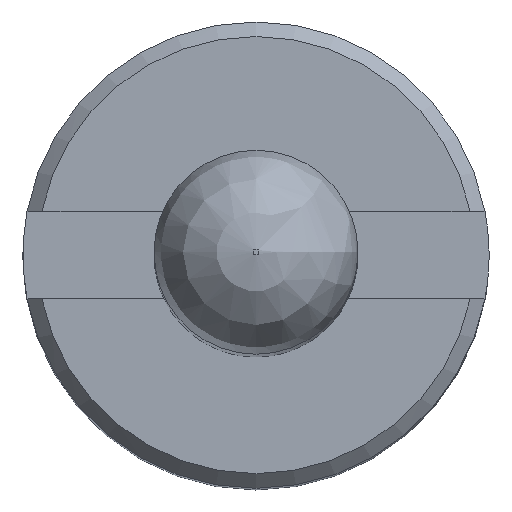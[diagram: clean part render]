
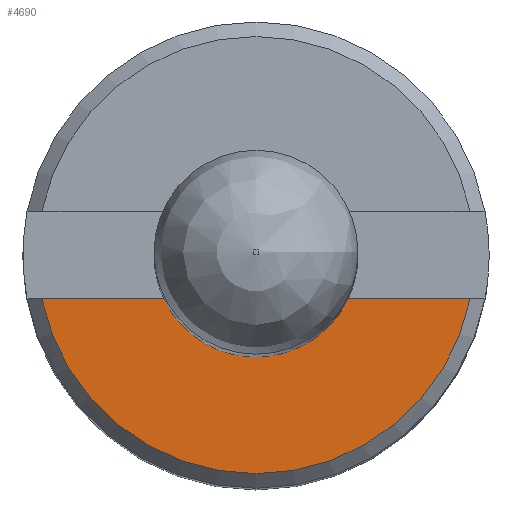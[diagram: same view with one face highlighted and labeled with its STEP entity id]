
A CAD part, top view. The second image highlights one B-rep face of the part: STEP entity #4690.
In plain terms, the highlighted face is planar.
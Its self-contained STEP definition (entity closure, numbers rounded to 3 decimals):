
#108=PLANE('',#4948);
#227=CIRCLE('',#4949,7.5);
#228=CIRCLE('',#4950,3.5);
#503=FACE_OUTER_BOUND('',#779,.T.);
#779=EDGE_LOOP('',(#4008,#4009,#4010,#4011));
#1060=LINE('',#11431,#1346);
#1066=LINE('',#11451,#1352);
#1346=VECTOR('',#5582,10.);
#1352=VECTOR('',#5590,10.);
#2050=VERTEX_POINT('',#11427);
#2052=VERTEX_POINT('',#11430);
#2056=VERTEX_POINT('',#11441);
#2059=VERTEX_POINT('',#11447);
#2696=EDGE_CURVE('',#2052,#2050,#1060,.T.);
#2704=EDGE_CURVE('',#2056,#2059,#1066,.T.);
#2727=EDGE_CURVE('',#2059,#2052,#227,.T.);
#2728=EDGE_CURVE('',#2056,#2050,#228,.T.);
#4008=ORIENTED_EDGE('',*,*,#2704,.T.);
#4009=ORIENTED_EDGE('',*,*,#2727,.T.);
#4010=ORIENTED_EDGE('',*,*,#2696,.T.);
#4011=ORIENTED_EDGE('',*,*,#2728,.F.);
#4690=ADVANCED_FACE('',(#503),#108,.T.);
#4948=AXIS2_PLACEMENT_3D('',#11497,#5634,#5635);
#4949=AXIS2_PLACEMENT_3D('',#11498,#5636,#5637);
#4950=AXIS2_PLACEMENT_3D('',#11499,#5638,#5639);
#5582=DIRECTION('',(0.,1.,0.));
#5590=DIRECTION('',(0.,1.,0.));
#5634=DIRECTION('center_axis',(1.,0.,0.));
#5635=DIRECTION('ref_axis',(0.,0.,-1.));
#5636=DIRECTION('center_axis',(1.,0.,0.));
#5637=DIRECTION('ref_axis',(0.,1.,0.));
#5638=DIRECTION('center_axis',(1.,0.,0.));
#5639=DIRECTION('ref_axis',(0.,1.,0.));
#11427=CARTESIAN_POINT('',(150.,-3.162,1.5));
#11430=CARTESIAN_POINT('',(150.,-7.348,1.5));
#11431=CARTESIAN_POINT('',(150.,6.923,1.5));
#11441=CARTESIAN_POINT('',(150.,3.162,1.5));
#11447=CARTESIAN_POINT('',(150.,7.348,1.5));
#11451=CARTESIAN_POINT('',(150.,6.923,1.5));
#11497=CARTESIAN_POINT('Origin',(150.,5.5,0.));
#11498=CARTESIAN_POINT('Origin',(150.,0.,0.));
#11499=CARTESIAN_POINT('Origin',(150.,0.,0.));
